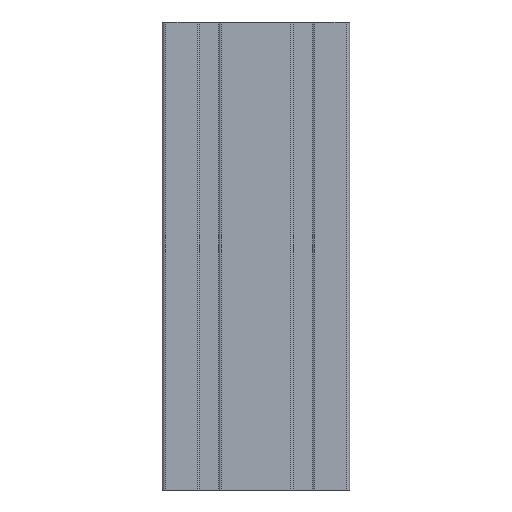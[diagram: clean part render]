
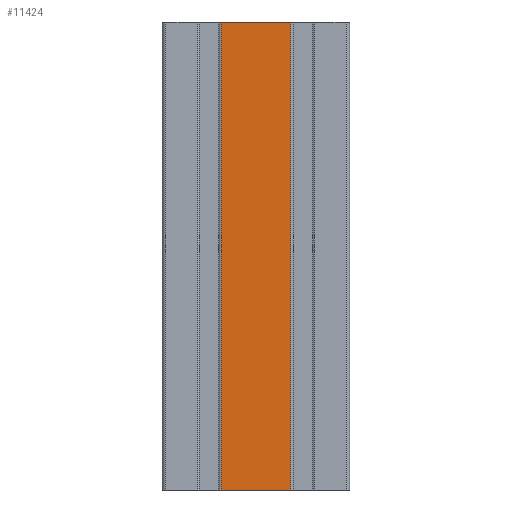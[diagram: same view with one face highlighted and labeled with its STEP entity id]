
A CAD part, left-side view. The second image highlights one B-rep face of the part: STEP entity #11424.
In plain terms, the highlighted planar face has unit normal (-1, 0, 0).
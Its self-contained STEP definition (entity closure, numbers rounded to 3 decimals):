
#1005 = CARTESIAN_POINT ( 'NONE',  ( 994.487, 237.223, 200. ) ) ;
#1863 = VECTOR ( 'NONE', #6061, 1000. ) ;
#1890 = VERTEX_POINT ( 'NONE', #9158 ) ;
#2676 = ORIENTED_EDGE ( 'NONE', *, *, #16132, .F. ) ;
#3360 = AXIS2_PLACEMENT_3D ( 'NONE', #14470, #15908, #7407 ) ;
#3487 = LINE ( 'NONE', #6360, #18140 ) ;
#4539 = PLANE ( 'NONE',  #3360 ) ;
#6061 = DIRECTION ( 'NONE',  ( 0., 0., -1. ) ) ;
#6360 = CARTESIAN_POINT ( 'NONE',  ( 994.487, 266.923, 0. ) ) ;
#6372 = CARTESIAN_POINT ( 'NONE',  ( 994.487, 266.923, 200. ) ) ;
#6778 = VECTOR ( 'NONE', #14174, 1000. ) ;
#6987 = VERTEX_POINT ( 'NONE', #6372 ) ;
#7407 = DIRECTION ( 'NONE',  ( 0., 1., 0. ) ) ;
#7458 = EDGE_CURVE ( 'NONE', #8743, #1890, #3487, .T. ) ;
#8293 = CARTESIAN_POINT ( 'NONE',  ( 994.487, 266.923, 0. ) ) ;
#8743 = VERTEX_POINT ( 'NONE', #8293 ) ;
#9158 = CARTESIAN_POINT ( 'NONE',  ( 994.487, 237.223, 0. ) ) ;
#9238 = EDGE_CURVE ( 'NONE', #6987, #11200, #10552, .T. ) ;
#9454 = ORIENTED_EDGE ( 'NONE', *, *, #7458, .T. ) ;
#9515 = DIRECTION ( 'NONE',  ( 0., 0., -1. ) ) ;
#10552 = LINE ( 'NONE', #18399, #6778 ) ;
#10732 = DIRECTION ( 'NONE',  ( 0., -1., 0. ) ) ;
#11200 = VERTEX_POINT ( 'NONE', #16595 ) ;
#11424 = ADVANCED_FACE ( 'NONE', ( #16979 ), #4539, .F. ) ;
#11853 = EDGE_CURVE ( 'NONE', #6987, #8743, #13193, .T. ) ;
#12058 = EDGE_LOOP ( 'NONE', ( #9454, #2676, #15993, #13830 ) ) ;
#12942 = VECTOR ( 'NONE', #9515, 1000. ) ;
#13193 = LINE ( 'NONE', #17415, #1863 ) ;
#13378 = LINE ( 'NONE', #1005, #12942 ) ;
#13830 = ORIENTED_EDGE ( 'NONE', *, *, #11853, .T. ) ;
#14174 = DIRECTION ( 'NONE',  ( 0., -1., 0. ) ) ;
#14470 = CARTESIAN_POINT ( 'NONE',  ( 994.487, 266.923, 200. ) ) ;
#15908 = DIRECTION ( 'NONE',  ( 1., 0., 0. ) ) ;
#15993 = ORIENTED_EDGE ( 'NONE', *, *, #9238, .F. ) ;
#16132 = EDGE_CURVE ( 'NONE', #11200, #1890, #13378, .T. ) ;
#16595 = CARTESIAN_POINT ( 'NONE',  ( 994.487, 237.223, 200. ) ) ;
#16979 = FACE_OUTER_BOUND ( 'NONE', #12058, .T. ) ;
#17415 = CARTESIAN_POINT ( 'NONE',  ( 994.487, 266.923, 200. ) ) ;
#18140 = VECTOR ( 'NONE', #10732, 1000. ) ;
#18399 = CARTESIAN_POINT ( 'NONE',  ( 994.487, 266.923, 200. ) ) ;
